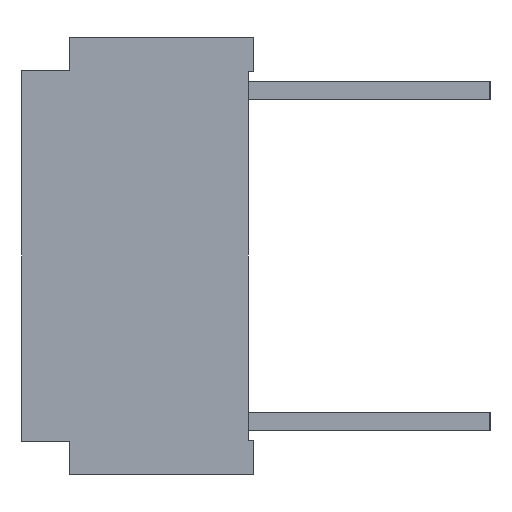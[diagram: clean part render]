
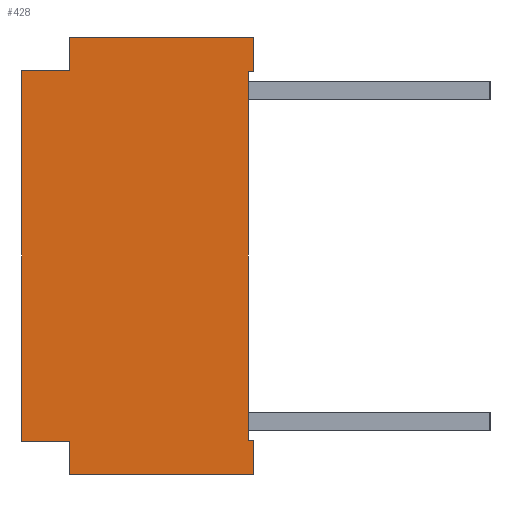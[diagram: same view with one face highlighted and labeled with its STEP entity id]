
A CAD part, left-side view. The second image highlights one B-rep face of the part: STEP entity #428.
In plain terms, the highlighted planar face has unit normal (-1, 0, 0).
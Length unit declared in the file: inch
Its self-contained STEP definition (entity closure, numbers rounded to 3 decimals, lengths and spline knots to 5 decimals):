
#428 = ADVANCED_FACE( '', ( #1088 ), #1089, .F. );
#1088 = FACE_OUTER_BOUND( '', #2008, .T. );
#1089 = PLANE( '', #2009 );
#2008 = EDGE_LOOP( '', ( #3155, #3156, #3157, #3158, #3159, #3160, #3161, #3162, #3163, #3164, #3165, #3166 ) );
#2009 = AXIS2_PLACEMENT_3D( '', #3167, #3168, #3169 );
#3155 = ORIENTED_EDGE( '', *, *, #5748, .T. );
#3156 = ORIENTED_EDGE( '', *, *, #5749, .T. );
#3157 = ORIENTED_EDGE( '', *, *, #5750, .F. );
#3158 = ORIENTED_EDGE( '', *, *, #5751, .T. );
#3159 = ORIENTED_EDGE( '', *, *, #5752, .T. );
#3160 = ORIENTED_EDGE( '', *, *, #5753, .T. );
#3161 = ORIENTED_EDGE( '', *, *, #5648, .T. );
#3162 = ORIENTED_EDGE( '', *, *, #5754, .T. );
#3163 = ORIENTED_EDGE( '', *, *, #5610, .T. );
#3164 = ORIENTED_EDGE( '', *, *, #5755, .T. );
#3165 = ORIENTED_EDGE( '', *, *, #5756, .T. );
#3166 = ORIENTED_EDGE( '', *, *, #5757, .F. );
#3167 = CARTESIAN_POINT( '', ( 0., 0.0835, -0.07875 ) );
#3168 = DIRECTION( '', ( 1., 0., 0. ) );
#3169 = DIRECTION( '', ( 0., 0., -1. ) );
#5610 = EDGE_CURVE( '', #6766, #6767, #6768, .T. );
#5648 = EDGE_CURVE( '', #6838, #6836, #6839, .T. );
#5748 = EDGE_CURVE( '', #7006, #7007, #7008, .T. );
#5749 = EDGE_CURVE( '', #7007, #7009, #7010, .T. );
#5750 = EDGE_CURVE( '', #7011, #7009, #7012, .T. );
#5751 = EDGE_CURVE( '', #7011, #7013, #7014, .T. );
#5752 = EDGE_CURVE( '', #7013, #7015, #7016, .T. );
#5753 = EDGE_CURVE( '', #7015, #6838, #7017, .T. );
#5754 = EDGE_CURVE( '', #6836, #6766, #7018, .T. );
#5755 = EDGE_CURVE( '', #6767, #7019, #7020, .T. );
#5756 = EDGE_CURVE( '', #7019, #7021, #7022, .T. );
#5757 = EDGE_CURVE( '', #7006, #7021, #7023, .T. );
#6766 = VERTEX_POINT( '', #8454 );
#6767 = VERTEX_POINT( '', #8455 );
#6768 = LINE( '', #8456, #8457 );
#6836 = VERTEX_POINT( '', #8558 );
#6838 = VERTEX_POINT( '', #8561 );
#6839 = LINE( '', #8562, #8563 );
#7006 = VERTEX_POINT( '', #8806 );
#7007 = VERTEX_POINT( '', #8807 );
#7008 = LINE( '', #8808, #8809 );
#7009 = VERTEX_POINT( '', #8810 );
#7010 = LINE( '', #8811, #8812 );
#7011 = VERTEX_POINT( '', #8813 );
#7012 = LINE( '', #8814, #8815 );
#7013 = VERTEX_POINT( '', #8816 );
#7014 = LINE( '', #8817, #8818 );
#7015 = VERTEX_POINT( '', #8819 );
#7016 = LINE( '', #8820, #8821 );
#7017 = LINE( '', #8822, #8823 );
#7018 = LINE( '', #8824, #8825 );
#7019 = VERTEX_POINT( '', #8826 );
#7020 = LINE( '', #8827, #8828 );
#7021 = VERTEX_POINT( '', #8829 );
#7022 = LINE( '', #8830, #8831 );
#7023 = LINE( '', #8832, #8833 );
#8454 = CARTESIAN_POINT( '', ( 0., 0.002, -0.06635 ) );
#8455 = CARTESIAN_POINT( '', ( 0., 0.002, 0.06635 ) );
#8456 = CARTESIAN_POINT( '', ( 0., 0.002, -0.06635 ) );
#8457 = VECTOR( '', #10662, 39.37008 );
#8558 = CARTESIAN_POINT( '', ( 0., 0., -0.06635 ) );
#8561 = CARTESIAN_POINT( '', ( 0., 0., -0.07875 ) );
#8562 = CARTESIAN_POINT( '', ( 0., 0., -0.07875 ) );
#8563 = VECTOR( '', #10697, 39.37008 );
#8806 = CARTESIAN_POINT( '', ( 0., 0.0665, 0.07875 ) );
#8807 = CARTESIAN_POINT( '', ( 0., 0.0665, 0.06675 ) );
#8808 = CARTESIAN_POINT( '', ( 0., 0.0665, 0.11675 ) );
#8809 = VECTOR( '', #10783, 39.37008 );
#8810 = CARTESIAN_POINT( '', ( 0., 0.0835, 0.06675 ) );
#8811 = CARTESIAN_POINT( '', ( 0., 0.0665, 0.06675 ) );
#8812 = VECTOR( '', #10784, 39.37008 );
#8813 = CARTESIAN_POINT( '', ( 0., 0.0835, -0.06675 ) );
#8814 = CARTESIAN_POINT( '', ( 0., 0.0835, -0.07875 ) );
#8815 = VECTOR( '', #10785, 39.37008 );
#8816 = CARTESIAN_POINT( '', ( 0., 0.0665, -0.06675 ) );
#8817 = CARTESIAN_POINT( '', ( 0., 0.0835, -0.06675 ) );
#8818 = VECTOR( '', #10786, 39.37008 );
#8819 = CARTESIAN_POINT( '', ( 0., 0.0665, -0.07875 ) );
#8820 = CARTESIAN_POINT( '', ( 0., 0.0665, -0.06675 ) );
#8821 = VECTOR( '', #10787, 39.37008 );
#8822 = CARTESIAN_POINT( '', ( 0., 0.0835, -0.07875 ) );
#8823 = VECTOR( '', #10788, 39.37008 );
#8824 = CARTESIAN_POINT( '', ( 0., 0., -0.06635 ) );
#8825 = VECTOR( '', #10789, 39.37008 );
#8826 = CARTESIAN_POINT( '', ( 0., 0., 0.06635 ) );
#8827 = CARTESIAN_POINT( '', ( 0., 0.002, 0.06635 ) );
#8828 = VECTOR( '', #10790, 39.37008 );
#8829 = CARTESIAN_POINT( '', ( 0., 0., 0.07875 ) );
#8830 = CARTESIAN_POINT( '', ( 0., 0., -0.07875 ) );
#8831 = VECTOR( '', #10791, 39.37008 );
#8832 = CARTESIAN_POINT( '', ( 0., 0.0835, 0.07875 ) );
#8833 = VECTOR( '', #10792, 39.37008 );
#10662 = DIRECTION( '', ( 0., 0., 1. ) );
#10697 = DIRECTION( '', ( 0., 0., 1. ) );
#10783 = DIRECTION( '', ( 0., 0., -1. ) );
#10784 = DIRECTION( '', ( 0., 1., 0. ) );
#10785 = DIRECTION( '', ( 0., 0., 1. ) );
#10786 = DIRECTION( '', ( 0., -1., 0. ) );
#10787 = DIRECTION( '', ( 0., 0., -1. ) );
#10788 = DIRECTION( '', ( 0., -1., 0. ) );
#10789 = DIRECTION( '', ( 0., 1., 0. ) );
#10790 = DIRECTION( '', ( 0., -1., 0. ) );
#10791 = DIRECTION( '', ( 0., 0., 1. ) );
#10792 = DIRECTION( '', ( 0., -1., 0. ) );
